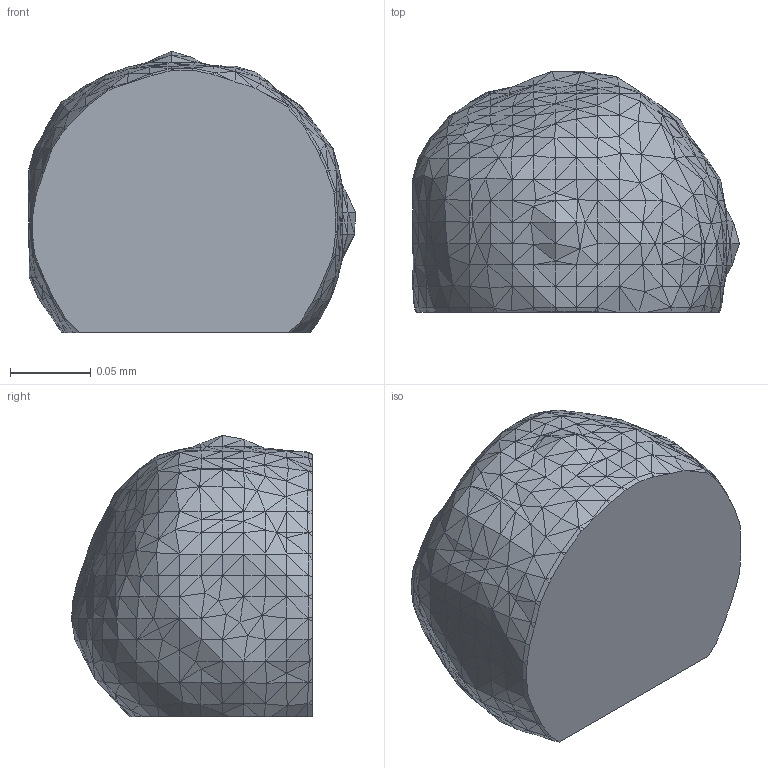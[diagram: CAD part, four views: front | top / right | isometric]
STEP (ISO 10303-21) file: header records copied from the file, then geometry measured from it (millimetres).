
FILE_DESCRIPTION(('FreeCAD Model'),'2;1');
FILE_NAME('Particle9.step','2020-11-10T02:01:35',( 'FreeCAD'),('FreeCAD'),'Open CASCADE STEP processor 7.4','FreeCAD', 'Unknown');
FILE_SCHEMA(('AUTOMOTIVE_DESIGN { 1 0 10303 214 1 1 1 1 }'));
Length unit declared in the file: millimetre
Products named in the file (1): Open CASCADE STEP translator 7.4 12
Bounding box: 0.2 x 0.15 x 0.17 mm (x, y, z)
Volume: 0 mm3; surface area: 0.1 mm2
Topology: 1 solids, 1 shells, 851 faces, 1352 edges, 503 vertices
Faces by surface type: plane 851
Entity records: 33420 total; most frequent: CARTESIAN_POINT 6863, DIRECTION 4308, ORIENTED_EDGE 2704, PCURVE 2704, DEFINITIONAL_REPRESENTATION 2704, LINE 2604, VECTOR 2604, B_SPLINE_CURVE_WITH_KNOTS 1452
